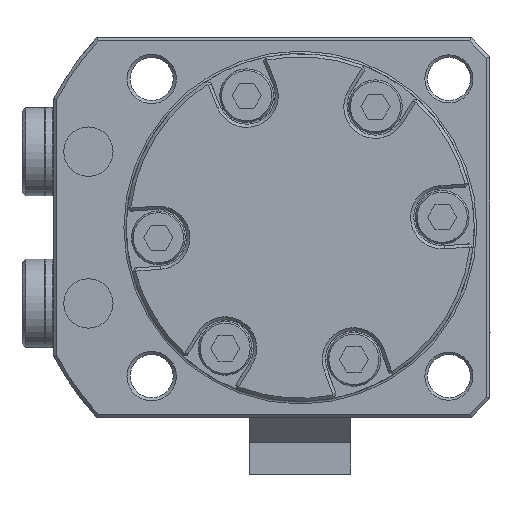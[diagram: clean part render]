
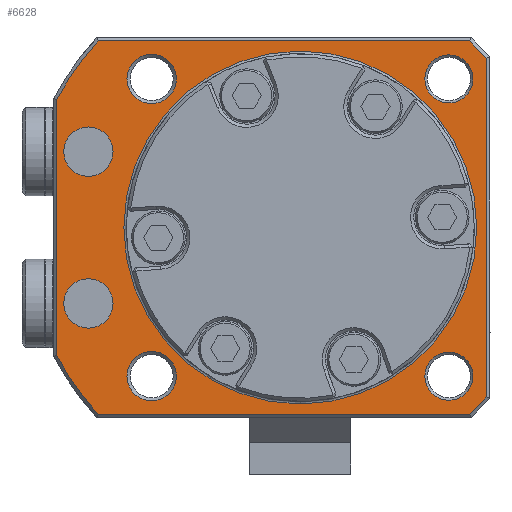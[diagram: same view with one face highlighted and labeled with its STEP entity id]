
A CAD part, front view. The second image highlights one B-rep face of the part: STEP entity #6628.
In plain terms, the highlighted planar face has unit normal (0, -1, 0).
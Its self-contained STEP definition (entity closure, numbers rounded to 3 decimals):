
#291=LINE('',#10931,#763);
#293=LINE('',#10936,#765);
#300=LINE('',#10950,#772);
#304=LINE('',#10958,#776);
#306=LINE('',#10961,#778);
#368=LINE('',#12010,#840);
#763=VECTOR('',#8034,1000.);
#765=VECTOR('',#8040,1000.);
#772=VECTOR('',#8051,1000.);
#776=VECTOR('',#8057,1000.);
#778=VECTOR('',#8061,1000.);
#840=VECTOR('',#8301,1000.);
#1263=PLANE('',#7248);
#1417=CIRCLE('',#7087,3.9);
#1430=CIRCLE('',#7115,3.9);
#1434=CIRCLE('',#7122,3.9);
#1445=CIRCLE('',#7152,43.5);
#1461=CIRCLE('',#7201,3.9);
#1463=CIRCLE('',#7205,27.9);
#1475=CIRCLE('',#7234,3.8);
#1481=CIRCLE('',#7247,3.8);
#1482=CIRCLE('',#7249,43.5);
#2316=ORIENTED_EDGE('',*,*,#3643,.T.);
#2317=ORIENTED_EDGE('',*,*,#3647,.T.);
#2318=ORIENTED_EDGE('',*,*,#3871,.T.);
#2319=ORIENTED_EDGE('',*,*,#3590,.F.);
#2320=ORIENTED_EDGE('',*,*,#3808,.F.);
#2321=ORIENTED_EDGE('',*,*,#3810,.T.);
#2322=ORIENTED_EDGE('',*,*,#3865,.T.);
#2323=ORIENTED_EDGE('',*,*,#3734,.T.);
#2324=ORIENTED_EDGE('',*,*,#3732,.F.);
#2325=ORIENTED_EDGE('',*,*,#3728,.T.);
#2326=ORIENTED_EDGE('',*,*,#3721,.T.);
#2327=ORIENTED_EDGE('',*,*,#3872,.T.);
#2328=ORIENTED_EDGE('',*,*,#3873,.T.);
#2329=ORIENTED_EDGE('',*,*,#3715,.T.);
#2330=ORIENTED_EDGE('',*,*,#3718,.T.);
#3590=EDGE_CURVE('',#4505,#4505,#1417,.T.);
#3643=EDGE_CURVE('',#4546,#4546,#1430,.T.);
#3647=EDGE_CURVE('',#4550,#4550,#1434,.T.);
#3715=EDGE_CURVE('',#4596,#4595,#1445,.T.);
#3718=EDGE_CURVE('',#4595,#4598,#291,.T.);
#3721=EDGE_CURVE('',#4600,#4599,#293,.T.);
#3728=EDGE_CURVE('',#4605,#4600,#300,.T.);
#3732=EDGE_CURVE('',#4605,#4607,#304,.T.);
#3734=EDGE_CURVE('',#4598,#4607,#306,.T.);
#3808=EDGE_CURVE('',#4654,#4654,#1461,.T.);
#3810=EDGE_CURVE('',#4656,#4656,#1463,.T.);
#3865=EDGE_CURVE('',#4687,#4687,#1475,.T.);
#3871=EDGE_CURVE('',#4693,#4693,#1481,.T.);
#3872=EDGE_CURVE('',#4599,#4694,#1482,.T.);
#3873=EDGE_CURVE('',#4694,#4596,#368,.T.);
#4505=VERTEX_POINT('',#9911);
#4546=VERTEX_POINT('',#10342);
#4550=VERTEX_POINT('',#10353);
#4595=VERTEX_POINT('',#10923);
#4596=VERTEX_POINT('',#10925);
#4598=VERTEX_POINT('',#10930);
#4599=VERTEX_POINT('',#10935);
#4600=VERTEX_POINT('',#10937);
#4605=VERTEX_POINT('',#10951);
#4607=VERTEX_POINT('',#10956);
#4654=VERTEX_POINT('',#11466);
#4656=VERTEX_POINT('',#11472);
#4687=VERTEX_POINT('',#11987);
#4693=VERTEX_POINT('',#12006);
#4694=VERTEX_POINT('',#12009);
#5413=EDGE_LOOP('',(#2316));
#5414=EDGE_LOOP('',(#2317));
#5415=EDGE_LOOP('',(#2318));
#5416=EDGE_LOOP('',(#2319));
#5417=EDGE_LOOP('',(#2320));
#5418=EDGE_LOOP('',(#2321));
#5419=EDGE_LOOP('',(#2322));
#5420=EDGE_LOOP('',(#2323,#2324,#2325,#2326,#2327,#2328,#2329,#2330));
#5980=FACE_BOUND('',#5413,.T.);
#5981=FACE_BOUND('',#5414,.T.);
#5982=FACE_BOUND('',#5415,.T.);
#5983=FACE_BOUND('',#5416,.T.);
#5984=FACE_BOUND('',#5417,.T.);
#5985=FACE_BOUND('',#5418,.T.);
#5986=FACE_BOUND('',#5419,.T.);
#5987=FACE_BOUND('',#5420,.T.);
#6628=ADVANCED_FACE('',(#5980,#5981,#5982,#5983,#5984,#5985,#5986,#5987),
#1263,.F.);
#7087=AXIS2_PLACEMENT_3D('',#9910,#7848,#7849);
#7115=AXIS2_PLACEMENT_3D('',#10341,#7922,#7923);
#7122=AXIS2_PLACEMENT_3D('',#10352,#7936,#7937);
#7152=AXIS2_PLACEMENT_3D('',#10924,#8027,#8028);
#7201=AXIS2_PLACEMENT_3D('',#11465,#8183,#8184);
#7205=AXIS2_PLACEMENT_3D('',#11471,#8191,#8192);
#7234=AXIS2_PLACEMENT_3D('',#11986,#8269,#8270);
#7247=AXIS2_PLACEMENT_3D('',#12005,#8295,#8296);
#7248=AXIS2_PLACEMENT_3D('',#12007,#8297,#8298);
#7249=AXIS2_PLACEMENT_3D('',#12008,#8299,#8300);
#7848=DIRECTION('',(0.,-1.,0.));
#7849=DIRECTION('',(1.,0.,0.));
#7922=DIRECTION('',(0.,1.,0.));
#7923=DIRECTION('',(-1.,0.,0.));
#7936=DIRECTION('',(0.,1.,0.));
#7937=DIRECTION('',(1.,0.,0.));
#8027=DIRECTION('',(0.,-1.,0.));
#8028=DIRECTION('',(-0.885,0.,-0.465));
#8034=DIRECTION('',(1.,0.,0.));
#8040=DIRECTION('',(-1.,0.,0.));
#8051=DIRECTION('',(-0.707,0.,0.707));
#8057=DIRECTION('',(0.,0.,-1.));
#8061=DIRECTION('',(0.707,0.,0.707));
#8183=DIRECTION('',(0.,-1.,0.));
#8184=DIRECTION('',(1.,0.,0.));
#8191=DIRECTION('',(0.,1.,0.));
#8192=DIRECTION('',(0.,0.,-1.));
#8269=DIRECTION('',(0.,1.,0.));
#8270=DIRECTION('',(0.,0.,1.));
#8295=DIRECTION('',(0.,1.,0.));
#8296=DIRECTION('',(0.,0.,1.));
#8297=DIRECTION('',(0.,1.,0.));
#8298=DIRECTION('',(0.,0.,1.));
#8299=DIRECTION('',(0.,-1.,0.));
#8300=DIRECTION('',(-0.735,0.,0.678));
#8301=DIRECTION('',(0.,0.,-1.));
#9910=CARTESIAN_POINT('',(-33.5,1.5,-12.));
#9911=CARTESIAN_POINT('',(-29.6,1.5,-12.));
#10341=CARTESIAN_POINT('',(-23.5,1.5,-23.5));
#10342=CARTESIAN_POINT('',(-27.4,1.5,-23.5));
#10352=CARTESIAN_POINT('',(-23.5,1.5,23.5));
#10353=CARTESIAN_POINT('',(-19.6,1.5,23.5));
#10923=CARTESIAN_POINT('',(-31.969,1.5,-29.5));
#10924=CARTESIAN_POINT('',(0.,1.5,0.));
#10925=CARTESIAN_POINT('',(-38.5,1.5,-20.248));
#10930=CARTESIAN_POINT('',(26.793,1.5,-29.5));
#10931=CARTESIAN_POINT('',(-31.969,1.5,-29.5));
#10935=CARTESIAN_POINT('',(-31.969,1.5,29.5));
#10936=CARTESIAN_POINT('',(26.793,1.5,29.5));
#10937=CARTESIAN_POINT('',(26.793,1.5,29.5));
#10950=CARTESIAN_POINT('',(29.5,1.5,26.793));
#10951=CARTESIAN_POINT('',(29.5,1.5,26.793));
#10956=CARTESIAN_POINT('',(29.5,1.5,-26.793));
#10958=CARTESIAN_POINT('',(29.5,1.5,26.793));
#10961=CARTESIAN_POINT('',(26.793,1.5,-29.5));
#11465=CARTESIAN_POINT('',(-33.5,1.5,12.));
#11466=CARTESIAN_POINT('',(-29.6,1.5,12.));
#11471=CARTESIAN_POINT('',(0.,1.5,0.));
#11472=CARTESIAN_POINT('',(0.,1.5,-27.9));
#11986=CARTESIAN_POINT('',(23.5,1.5,23.5));
#11987=CARTESIAN_POINT('',(23.5,1.5,27.3));
#12005=CARTESIAN_POINT('',(23.5,1.5,-23.5));
#12006=CARTESIAN_POINT('',(23.5,1.5,-19.7));
#12007=CARTESIAN_POINT('',(-27.5,1.5,0.));
#12008=CARTESIAN_POINT('',(0.,1.5,0.));
#12009=CARTESIAN_POINT('',(-38.5,1.5,20.248));
#12010=CARTESIAN_POINT('',(-38.5,1.5,20.248));
